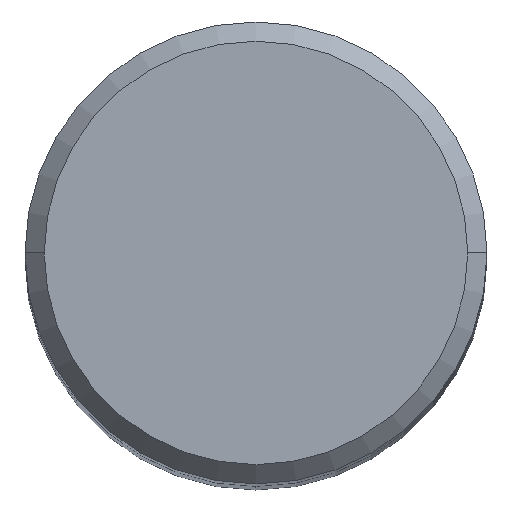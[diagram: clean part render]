
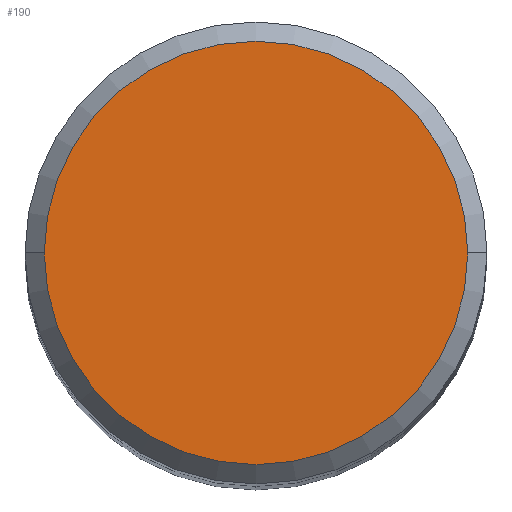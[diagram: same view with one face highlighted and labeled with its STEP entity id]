
A CAD part, top view. The second image highlights one B-rep face of the part: STEP entity #190.
In plain terms, the highlighted planar face has unit normal (0, 0, 1).
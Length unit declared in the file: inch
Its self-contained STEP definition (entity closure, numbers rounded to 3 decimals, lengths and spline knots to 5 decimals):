
#56 = ORIENTED_EDGE ( 'NONE', *, *, #74, .T. ) ;
#74 = EDGE_CURVE ( 'NONE', #305, #208, #258, .T. ) ;
#89 = CIRCLE ( 'NONE', #319, 0.34375 ) ;
#121 = CARTESIAN_POINT ( 'NONE',  ( 0., 0., 0. ) ) ;
#124 = CARTESIAN_POINT ( 'NONE',  ( 0., 0., 0. ) ) ;
#132 = EDGE_CURVE ( 'NONE', #208, #305, #89, .T. ) ;
#149 = DIRECTION ( 'NONE',  ( 0., 0., -1. ) ) ;
#155 = PLANE ( 'NONE',  #188 ) ;
#160 = AXIS2_PLACEMENT_3D ( 'NONE', #124, #353, #231 ) ;
#188 = AXIS2_PLACEMENT_3D ( 'NONE', #121, #149, #246 ) ;
#190 = ADVANCED_FACE ( 'NONE', ( #250 ), #155, .F. ) ;
#208 = VERTEX_POINT ( 'NONE', #301 ) ;
#231 = DIRECTION ( 'NONE',  ( 1., 0., 0. ) ) ;
#240 = CARTESIAN_POINT ( 'NONE',  ( 0.34375, 0., 0. ) ) ;
#243 = EDGE_LOOP ( 'NONE', ( #334, #56 ) ) ;
#246 = DIRECTION ( 'NONE',  ( -1., 0., 0. ) ) ;
#250 = FACE_OUTER_BOUND ( 'NONE', #243, .T. ) ;
#258 = CIRCLE ( 'NONE', #160, 0.34375 ) ;
#265 = DIRECTION ( 'NONE',  ( 1., 0., 0. ) ) ;
#291 = CARTESIAN_POINT ( 'NONE',  ( 0., 0., 0. ) ) ;
#293 = DIRECTION ( 'NONE',  ( 0., 0., 1. ) ) ;
#301 = CARTESIAN_POINT ( 'NONE',  ( -0.34375, 0., 0. ) ) ;
#305 = VERTEX_POINT ( 'NONE', #240 ) ;
#319 = AXIS2_PLACEMENT_3D ( 'NONE', #291, #293, #265 ) ;
#334 = ORIENTED_EDGE ( 'NONE', *, *, #132, .T. ) ;
#353 = DIRECTION ( 'NONE',  ( 0., 0., 1. ) ) ;
